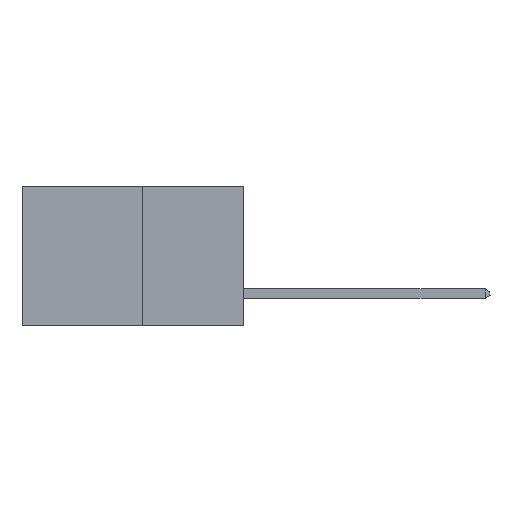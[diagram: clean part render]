
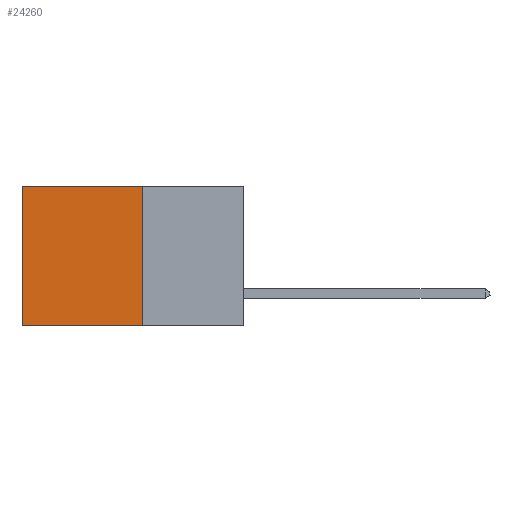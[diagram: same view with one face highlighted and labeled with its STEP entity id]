
A CAD part, left-side view. The second image highlights one B-rep face of the part: STEP entity #24260.
In plain terms, the highlighted planar face has unit normal (-1, 0, 0).
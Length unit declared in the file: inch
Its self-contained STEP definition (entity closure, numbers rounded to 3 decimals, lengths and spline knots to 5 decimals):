
#612 = VECTOR ( 'NONE', #7622, 39.37008 ) ;
#1767 = FACE_OUTER_BOUND ( 'NONE', #11656, .T. ) ;
#2072 = CARTESIAN_POINT ( 'NONE',  ( 0.277, 0.27, -0.37 ) ) ;
#2168 = PLANE ( 'NONE',  #14137 ) ;
#2648 = CARTESIAN_POINT ( 'NONE',  ( 0.277, 0.27, -0.37 ) ) ;
#2812 = CARTESIAN_POINT ( 'NONE',  ( 0.277, 0.27, -0.37 ) ) ;
#4616 = DIRECTION ( 'NONE',  ( 0., 0., -1. ) ) ;
#5376 = EDGE_CURVE ( 'NONE', #14546, #30318, #10854, .T. ) ;
#5556 = VECTOR ( 'NONE', #11881, 39.37008 ) ;
#6088 = CARTESIAN_POINT ( 'NONE',  ( 0.277, 0.59, 0. ) ) ;
#6852 = DIRECTION ( 'NONE',  ( 0., 1., 0. ) ) ;
#7122 = ORIENTED_EDGE ( 'NONE', *, *, #21161, .F. ) ;
#7128 = CARTESIAN_POINT ( 'NONE',  ( 0.277, 0.27, 0. ) ) ;
#7204 = VERTEX_POINT ( 'NONE', #26373 ) ;
#7437 = VECTOR ( 'NONE', #22006, 39.37008 ) ;
#7622 = DIRECTION ( 'NONE',  ( 0., 1., 0. ) ) ;
#10854 = LINE ( 'NONE', #7128, #17334 ) ;
#11656 = EDGE_LOOP ( 'NONE', ( #14651, #7122, #14132, #26717 ) ) ;
#11881 = DIRECTION ( 'NONE',  ( 0., 0., -1. ) ) ;
#11935 = LINE ( 'NONE', #24078, #5556 ) ;
#12902 = CARTESIAN_POINT ( 'NONE',  ( 0.277, 0.27, 0. ) ) ;
#14132 = ORIENTED_EDGE ( 'NONE', *, *, #28047, .F. ) ;
#14137 = AXIS2_PLACEMENT_3D ( 'NONE', #2072, #19064, #4616 ) ;
#14546 = VERTEX_POINT ( 'NONE', #12902 ) ;
#14651 = ORIENTED_EDGE ( 'NONE', *, *, #20285, .T. ) ;
#17334 = VECTOR ( 'NONE', #6852, 39.37008 ) ;
#19064 = DIRECTION ( 'NONE',  ( 1., 0., 0. ) ) ;
#19105 = LINE ( 'NONE', #2812, #612 ) ;
#19553 = LINE ( 'NONE', #2648, #7437 ) ;
#20285 = EDGE_CURVE ( 'NONE', #30318, #7204, #11935, .T. ) ;
#21161 = EDGE_CURVE ( 'NONE', #31002, #7204, #19105, .T. ) ;
#22006 = DIRECTION ( 'NONE',  ( 0., 0., -1. ) ) ;
#24078 = CARTESIAN_POINT ( 'NONE',  ( 0.277, 0.59, -0.37 ) ) ;
#24260 = ADVANCED_FACE ( 'NONE', ( #1767 ), #2168, .F. ) ;
#26373 = CARTESIAN_POINT ( 'NONE',  ( 0.277, 0.59, -0.37 ) ) ;
#26717 = ORIENTED_EDGE ( 'NONE', *, *, #5376, .T. ) ;
#27895 = CARTESIAN_POINT ( 'NONE',  ( 0.277, 0.27, -0.37 ) ) ;
#28047 = EDGE_CURVE ( 'NONE', #14546, #31002, #19553, .T. ) ;
#30318 = VERTEX_POINT ( 'NONE', #6088 ) ;
#31002 = VERTEX_POINT ( 'NONE', #27895 ) ;
